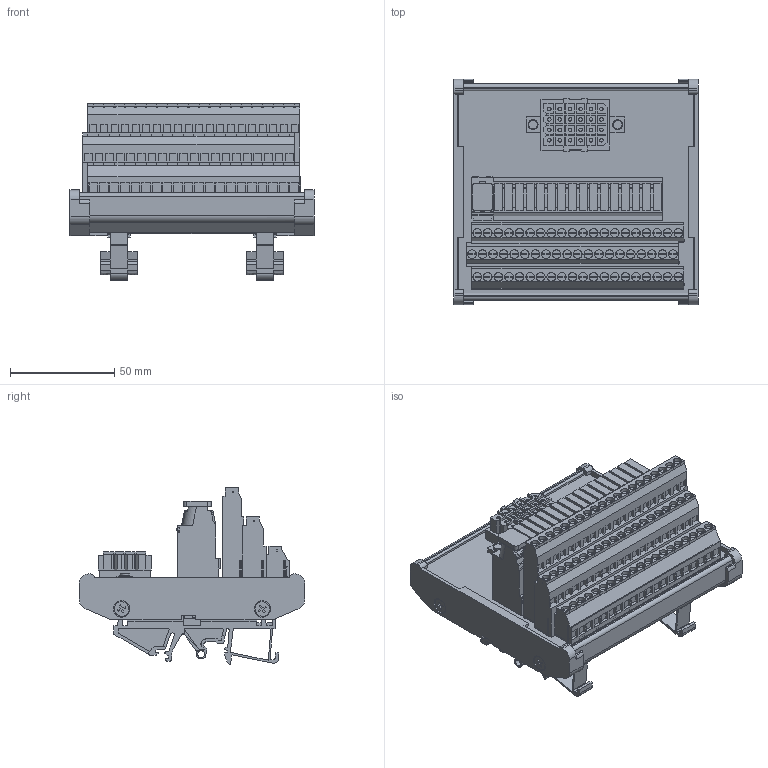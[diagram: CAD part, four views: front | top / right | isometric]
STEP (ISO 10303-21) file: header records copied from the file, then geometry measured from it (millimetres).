
FILE_DESCRIPTION(('CATIA V5R22 STEP214','CAx-IF Rec.Pracs.--- Model Styling and Organization---1.4--- 2014-01-23'),'2;1');
FILE_NAME ('034054-1_0', '2023-07-26T08:51:01+00:00', ('Weidmueller Interface'), ('Weidmueller'), 'CATIA Version 5-6 Release 2016 SP3 HF44', 'CATIA V5 STEP AP214', 'none');
FILE_SCHEMA(('AUTOMOTIVE_DESIGN { 1 0 10303 214 1 1 1 1 }'));
Products named in the file (1): 3D_9441600000
Bounding box: 117.1 x 108.2 x 84.75 mm (x, y, z)
Volume: 243776.6 mm3; surface area: 126406.7 mm2
Topology: 1 solids, 97 shells, 3417 faces, 9267 edges, 6161 vertices
Faces by surface type: plane 2699, cylinder 587, bspline 129, cone 2
Entity records: 112863 total; most frequent: CARTESIAN_POINT 25147, ORIENTED_EDGE 18534, DIRECTION 15123, EDGE_CURVE 9267, VECTOR 7318, LINE 7318, VERTEX_POINT 6161, AXIS2_PLACEMENT_3D 4518
